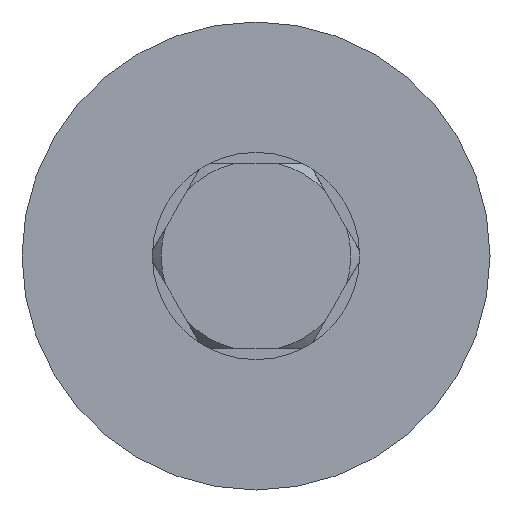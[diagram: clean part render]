
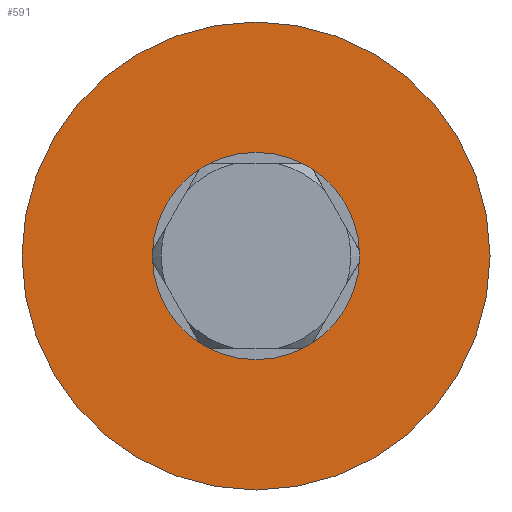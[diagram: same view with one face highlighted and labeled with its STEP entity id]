
A CAD part, front view. The second image highlights one B-rep face of the part: STEP entity #591.
In plain terms, the highlighted planar face has unit normal (0, -1, 0).
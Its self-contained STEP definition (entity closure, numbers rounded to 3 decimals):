
#14 = DIRECTION ( 'NONE',  ( 0., 1., 0. ) ) ;
#43 = CARTESIAN_POINT ( 'NONE',  ( 0., 0., 0. ) ) ;
#64 = EDGE_CURVE ( 'NONE', #442, #751, #94, .T. ) ;
#94 = CIRCLE ( 'NONE', #620, 8.75 ) ;
#114 = DIRECTION ( 'NONE',  ( 0., 0., -1. ) ) ;
#224 = VERTEX_POINT ( 'NONE', #1165 ) ;
#393 = CARTESIAN_POINT ( 'NONE',  ( 0., 0., 8.75 ) ) ;
#438 = DIRECTION ( 'NONE',  ( 0., 0., -1. ) ) ;
#442 = VERTEX_POINT ( 'NONE', #1454 ) ;
#572 = CIRCLE ( 'NONE', #651, 19.75 ) ;
#591 = ADVANCED_FACE ( 'NONE', ( #1597, #733 ), #1845, .F. ) ;
#620 = AXIS2_PLACEMENT_3D ( 'NONE', #2084, #1099, #438 ) ;
#651 = AXIS2_PLACEMENT_3D ( 'NONE', #771, #1929, #944 ) ;
#733 = FACE_OUTER_BOUND ( 'NONE', #1862, .T. ) ;
#751 = VERTEX_POINT ( 'NONE', #393 ) ;
#765 = EDGE_CURVE ( 'NONE', #1067, #224, #870, .T. ) ;
#771 = CARTESIAN_POINT ( 'NONE',  ( 0., 0., 0. ) ) ;
#797 = ORIENTED_EDGE ( 'NONE', *, *, #765, .F. ) ;
#854 = DIRECTION ( 'NONE',  ( 0., 1., 0. ) ) ;
#870 = CIRCLE ( 'NONE', #1502, 19.75 ) ;
#899 = ORIENTED_EDGE ( 'NONE', *, *, #64, .F. ) ;
#944 = DIRECTION ( 'NONE',  ( 0., 0., 1. ) ) ;
#987 = CARTESIAN_POINT ( 'NONE',  ( 0., 0., 0. ) ) ;
#1067 = VERTEX_POINT ( 'NONE', #1946 ) ;
#1090 = DIRECTION ( 'NONE',  ( 0., -1., 0. ) ) ;
#1099 = DIRECTION ( 'NONE',  ( 0., -1., 0. ) ) ;
#1153 = DIRECTION ( 'NONE',  ( 0., 0., 1. ) ) ;
#1165 = CARTESIAN_POINT ( 'NONE',  ( 0., 0., 19.75 ) ) ;
#1196 = ORIENTED_EDGE ( 'NONE', *, *, #2006, .F. ) ;
#1311 = ORIENTED_EDGE ( 'NONE', *, *, #2039, .F. ) ;
#1454 = CARTESIAN_POINT ( 'NONE',  ( 0., 0., -8.75 ) ) ;
#1502 = AXIS2_PLACEMENT_3D ( 'NONE', #987, #14, #1153 ) ;
#1597 = FACE_BOUND ( 'NONE', #2032, .T. ) ;
#1731 = CIRCLE ( 'NONE', #1958, 8.75 ) ;
#1845 = PLANE ( 'NONE',  #1962 ) ;
#1862 = EDGE_LOOP ( 'NONE', ( #797, #1311 ) ) ;
#1929 = DIRECTION ( 'NONE',  ( 0., 1., 0. ) ) ;
#1946 = CARTESIAN_POINT ( 'NONE',  ( 0., 0., -19.75 ) ) ;
#1958 = AXIS2_PLACEMENT_3D ( 'NONE', #2080, #1090, #114 ) ;
#1962 = AXIS2_PLACEMENT_3D ( 'NONE', #43, #854, #2016 ) ;
#2006 = EDGE_CURVE ( 'NONE', #751, #442, #1731, .T. ) ;
#2016 = DIRECTION ( 'NONE',  ( 0., 0., 1. ) ) ;
#2032 = EDGE_LOOP ( 'NONE', ( #899, #1196 ) ) ;
#2039 = EDGE_CURVE ( 'NONE', #224, #1067, #572, .T. ) ;
#2080 = CARTESIAN_POINT ( 'NONE',  ( 0., 0., 0. ) ) ;
#2084 = CARTESIAN_POINT ( 'NONE',  ( 0., 0., 0. ) ) ;
